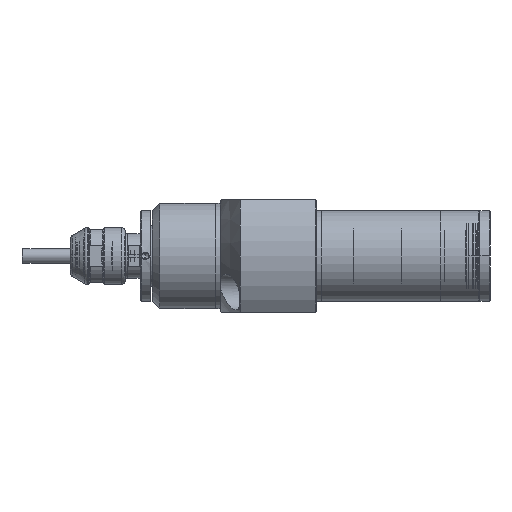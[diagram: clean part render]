
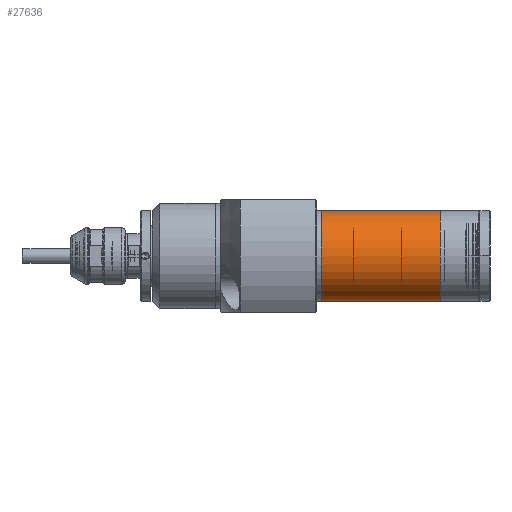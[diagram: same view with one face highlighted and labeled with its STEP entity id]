
A CAD part, front view. The second image highlights one B-rep face of the part: STEP entity #27636.
In plain terms, the highlighted cylindrical face has radius 9.525 mm (diameter 19.05 mm), a partial arc.
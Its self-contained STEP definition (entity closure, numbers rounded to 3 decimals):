
#35 = AXIS2_PLACEMENT_3D ( 'NONE', #16019, #21299, #3927 ) ;
#202 = CARTESIAN_POINT ( 'NONE',  ( -2.845, 0., 0. ) ) ;
#283 = DIRECTION ( 'NONE',  ( -1., 0., 0. ) ) ;
#452 = VECTOR ( 'NONE', #5648, 1000. ) ;
#1306 = VERTEX_POINT ( 'NONE', #29168 ) ;
#2820 = DIRECTION ( 'NONE',  ( 0., 0., 1. ) ) ;
#3927 = DIRECTION ( 'NONE',  ( 0., 0., 1. ) ) ;
#4935 = AXIS2_PLACEMENT_3D ( 'NONE', #202, #4993, #27574 ) ;
#4993 = DIRECTION ( 'NONE',  ( 1., 0., 0. ) ) ;
#5374 = CARTESIAN_POINT ( 'NONE',  ( 35.2, 0., 0. ) ) ;
#5499 = EDGE_LOOP ( 'NONE', ( #27194, #31179, #21886, #9268 ) ) ;
#5648 = DIRECTION ( 'NONE',  ( 1., 0., 0. ) ) ;
#5962 = VERTEX_POINT ( 'NONE', #7923 ) ;
#7923 = CARTESIAN_POINT ( 'NONE',  ( 35.2, 0., -9.525 ) ) ;
#8703 = CARTESIAN_POINT ( 'NONE',  ( 35.2, 0., 9.525 ) ) ;
#9268 = ORIENTED_EDGE ( 'NONE', *, *, #26050, .F. ) ;
#10313 = LINE ( 'NONE', #20358, #30265 ) ;
#11039 = CARTESIAN_POINT ( 'NONE',  ( 60., 0., -9.525 ) ) ;
#12911 = EDGE_CURVE ( 'NONE', #5962, #15474, #23542, .T. ) ;
#13079 = FACE_OUTER_BOUND ( 'NONE', #5499, .T. ) ;
#14900 = LINE ( 'NONE', #15212, #452 ) ;
#15212 = CARTESIAN_POINT ( 'NONE',  ( -2.845, 0., -9.525 ) ) ;
#15474 = VERTEX_POINT ( 'NONE', #8703 ) ;
#15671 = EDGE_CURVE ( 'NONE', #5962, #28821, #14900, .T. ) ;
#16019 = CARTESIAN_POINT ( 'NONE',  ( 60., 0., 0. ) ) ;
#17348 = CIRCLE ( 'NONE', #35, 9.525 ) ;
#18177 = CYLINDRICAL_SURFACE ( 'NONE', #4935, 9.525 ) ;
#18436 = AXIS2_PLACEMENT_3D ( 'NONE', #5374, #283, #2820 ) ;
#20358 = CARTESIAN_POINT ( 'NONE',  ( -2.845, 0., 9.525 ) ) ;
#21299 = DIRECTION ( 'NONE',  ( -1., 0., 0. ) ) ;
#21886 = ORIENTED_EDGE ( 'NONE', *, *, #31441, .T. ) ;
#23542 = CIRCLE ( 'NONE', #18436, 9.525 ) ;
#26050 = EDGE_CURVE ( 'NONE', #15474, #1306, #10313, .T. ) ;
#27194 = ORIENTED_EDGE ( 'NONE', *, *, #12911, .F. ) ;
#27574 = DIRECTION ( 'NONE',  ( 0., 0., 1. ) ) ;
#27636 = ADVANCED_FACE ( 'NONE', ( #13079 ), #18177, .T. ) ;
#28821 = VERTEX_POINT ( 'NONE', #11039 ) ;
#29168 = CARTESIAN_POINT ( 'NONE',  ( 60., 0., 9.525 ) ) ;
#30067 = DIRECTION ( 'NONE',  ( 1., 0., 0. ) ) ;
#30265 = VECTOR ( 'NONE', #30067, 1000. ) ;
#31179 = ORIENTED_EDGE ( 'NONE', *, *, #15671, .T. ) ;
#31441 = EDGE_CURVE ( 'NONE', #28821, #1306, #17348, .T. ) ;
